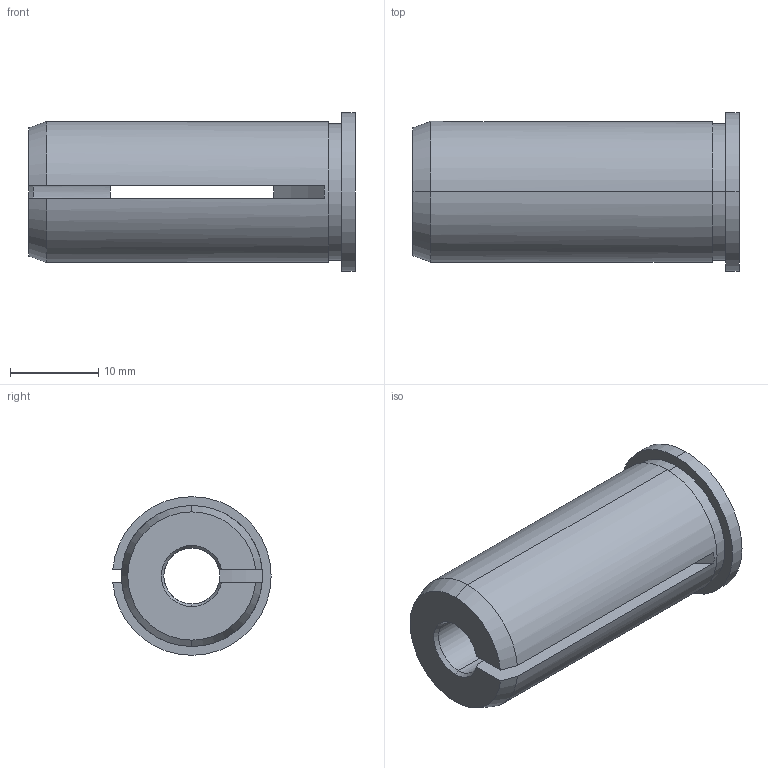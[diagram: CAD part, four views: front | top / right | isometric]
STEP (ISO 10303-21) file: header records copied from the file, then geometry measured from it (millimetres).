
FILE_DESCRIPTION (( 'STEP AP203' ), '1' );
FILE_NAME ('M24.016.250.037.STEP', '2024-12-10T13:51:17', ( '' ), ( '' ), 'SwSTEP 2.0', 'SolidWorks 2022', '' );
FILE_SCHEMA (( 'CONFIG_CONTROL_DESIGN' ));
Length unit declared in the file: millimetre
Products named in the file (1): M24.016.250.037
Bounding box: 37 x 17.97 x 18 mm (x, y, z)
Volume: 5841.8 mm3; surface area: 3457.2 mm2
Topology: 1 solids, 1 shells, 29 faces, 81 edges, 52 vertices
Faces by surface type: cylinder 12, cone 9, plane 8
Entity records: 1043 total; most frequent: CARTESIAN_POINT 201, DIRECTION 168, ORIENTED_EDGE 162, EDGE_CURVE 81, AXIS2_PLACEMENT_3D 67, VERTEX_POINT 52, CIRCLE 37, VECTOR 34
